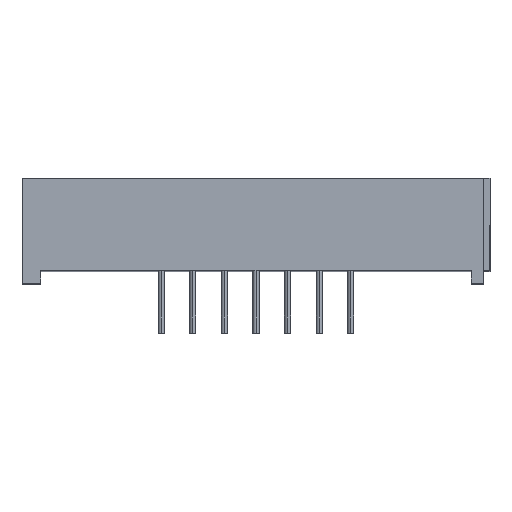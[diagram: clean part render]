
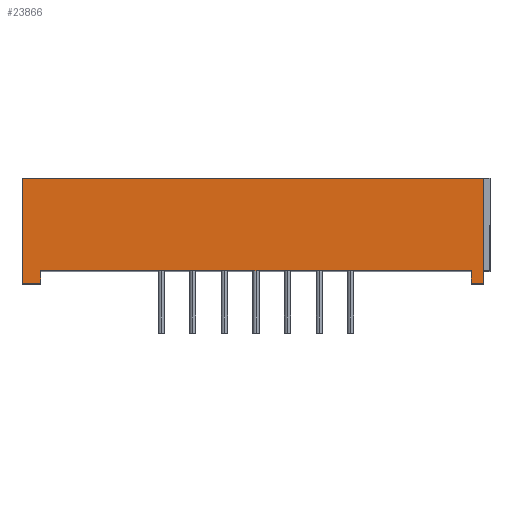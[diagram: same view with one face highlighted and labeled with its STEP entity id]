
A CAD part, top view. The second image highlights one B-rep face of the part: STEP entity #23866.
In plain terms, the highlighted planar face has unit normal (0, 0, 1).
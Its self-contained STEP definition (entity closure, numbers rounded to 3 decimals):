
#125 = VERTEX_POINT ( 'NONE', #16168 ) ;
#218 = EDGE_CURVE ( 'NONE', #13780, #125, #16477, .T. ) ;
#9205 = DIRECTION ( 'NONE',  ( 0., -1., 0. ) ) ;
#9206 = VECTOR ( 'NONE', #9205, 1000. ) ;
#9207 = CARTESIAN_POINT ( 'NONE',  ( -18.825, 0., 26.5 ) ) ;
#9208 = LINE ( 'NONE', #9207, #9206 ) ;
#9236 = CARTESIAN_POINT ( 'NONE',  ( -18.825, -4.225, 26.5 ) ) ;
#9241 = DIRECTION ( 'NONE',  ( -1., 0., 0. ) ) ;
#9242 = VECTOR ( 'NONE', #9241, 1000. ) ;
#9243 = CARTESIAN_POINT ( 'NONE',  ( 18.825, -4.225, 26.5 ) ) ;
#9244 = LINE ( 'NONE', #9243, #9242 ) ;
#9329 = FACE_OUTER_BOUND ( 'NONE', #21622, .T. ) ;
#9372 = DIRECTION ( 'NONE',  ( -1., 0., 0. ) ) ;
#9373 = DIRECTION ( 'NONE',  ( 0., 0., -1. ) ) ;
#9374 = CARTESIAN_POINT ( 'NONE',  ( 18.825, 0., 26.5 ) ) ;
#9375 = AXIS2_PLACEMENT_3D ( 'NONE', #9374, #9373, #9372 ) ;
#9377 = PLANE ( 'NONE',  #9375 ) ;
#9610 = DIRECTION ( 'NONE',  ( -1., 0., 0. ) ) ;
#9611 = VECTOR ( 'NONE', #9610, 1000. ) ;
#9612 = CARTESIAN_POINT ( 'NONE',  ( 18.825, -4.225, 26.5 ) ) ;
#9613 = LINE ( 'NONE', #9612, #9611 ) ;
#9630 = DIRECTION ( 'NONE',  ( 0., 1., 0. ) ) ;
#9631 = VECTOR ( 'NONE', #9630, 1000. ) ;
#9632 = CARTESIAN_POINT ( 'NONE',  ( -17.325, -30.155, 26.5 ) ) ;
#9635 = LINE ( 'NONE', #9632, #9631 ) ;
#9641 = CARTESIAN_POINT ( 'NONE',  ( 17.325, -4.225, 26.5 ) ) ;
#9669 = DIRECTION ( 'NONE',  ( 0., -1., 0. ) ) ;
#9670 = VECTOR ( 'NONE', #9669, 1000. ) ;
#9671 = CARTESIAN_POINT ( 'NONE',  ( 17.325, -30.155, 26.5 ) ) ;
#9672 = LINE ( 'NONE', #9671, #9670 ) ;
#9674 = CARTESIAN_POINT ( 'NONE',  ( -17.325, -4.225, 26.5 ) ) ;
#13780 = VERTEX_POINT ( 'NONE', #24071 ) ;
#13782 = EDGE_CURVE ( 'NONE', #13783, #13780, #24070, .T. ) ;
#13783 = VERTEX_POINT ( 'NONE', #24066 ) ;
#14008 = VERTEX_POINT ( 'NONE', #24743 ) ;
#14012 = EDGE_CURVE ( 'NONE', #14008, #14018, #24737, .T. ) ;
#14018 = VERTEX_POINT ( 'NONE', #24724 ) ;
#16168 = CARTESIAN_POINT ( 'NONE',  ( -18.825, 4.225, 26.5 ) ) ;
#16474 = DIRECTION ( 'NONE',  ( -1., 0., 0. ) ) ;
#16475 = VECTOR ( 'NONE', #16474, 1000. ) ;
#16476 = CARTESIAN_POINT ( 'NONE',  ( 18.825, 4.225, 26.5 ) ) ;
#16477 = LINE ( 'NONE', #16476, #16475 ) ;
#20445 = ORIENTED_EDGE ( 'NONE', *, *, #21246, .T. ) ;
#20706 = ORIENTED_EDGE ( 'NONE', *, *, #218, .T. ) ;
#21236 = ORIENTED_EDGE ( 'NONE', *, *, #21259, .F. ) ;
#21246 = EDGE_CURVE ( 'NONE', #125, #21285, #9208, .T. ) ;
#21259 = EDGE_CURVE ( 'NONE', #25878, #21285, #9244, .T. ) ;
#21285 = VERTEX_POINT ( 'NONE', #9236 ) ;
#21534 = ORIENTED_EDGE ( 'NONE', *, *, #13782, .T. ) ;
#21622 = EDGE_LOOP ( 'NONE', ( #21534, #20706, #20445, #21236, #25877, #25879, #25881, #25856 ) ) ;
#23866 = ADVANCED_FACE ( 'NONE', ( #9329 ), #9377, .F. ) ;
#24066 = CARTESIAN_POINT ( 'NONE',  ( 18.325, -4.225, 26.5 ) ) ;
#24067 = DIRECTION ( 'NONE',  ( 0., 1., 0. ) ) ;
#24068 = VECTOR ( 'NONE', #24067, 1000. ) ;
#24069 = CARTESIAN_POINT ( 'NONE',  ( 18.325, -8.225, 26.5 ) ) ;
#24070 = LINE ( 'NONE', #24069, #24068 ) ;
#24071 = CARTESIAN_POINT ( 'NONE',  ( 18.325, 4.225, 26.5 ) ) ;
#24724 = CARTESIAN_POINT ( 'NONE',  ( 17.325, -3.225, 26.5 ) ) ;
#24734 = DIRECTION ( 'NONE',  ( 1., 0., 0. ) ) ;
#24735 = VECTOR ( 'NONE', #24734, 1000. ) ;
#24736 = CARTESIAN_POINT ( 'NONE',  ( 0., -3.225, 26.5 ) ) ;
#24737 = LINE ( 'NONE', #24736, #24735 ) ;
#24743 = CARTESIAN_POINT ( 'NONE',  ( -17.325, -3.225, 26.5 ) ) ;
#25835 = EDGE_CURVE ( 'NONE', #13783, #25852, #9613, .T. ) ;
#25852 = VERTEX_POINT ( 'NONE', #9641 ) ;
#25856 = ORIENTED_EDGE ( 'NONE', *, *, #25835, .F. ) ;
#25858 = EDGE_CURVE ( 'NONE', #25878, #14008, #9635, .T. ) ;
#25877 = ORIENTED_EDGE ( 'NONE', *, *, #25858, .T. ) ;
#25878 = VERTEX_POINT ( 'NONE', #9674 ) ;
#25879 = ORIENTED_EDGE ( 'NONE', *, *, #14012, .T. ) ;
#25880 = EDGE_CURVE ( 'NONE', #14018, #25852, #9672, .T. ) ;
#25881 = ORIENTED_EDGE ( 'NONE', *, *, #25880, .T. ) ;
